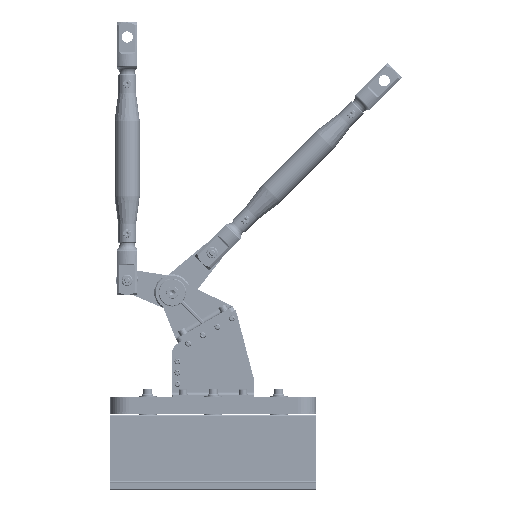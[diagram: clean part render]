
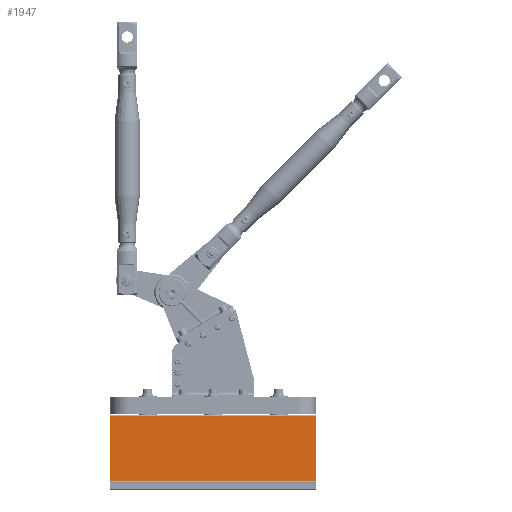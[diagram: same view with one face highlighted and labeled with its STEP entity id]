
A CAD part, left-side view. The second image highlights one B-rep face of the part: STEP entity #1947.
In plain terms, the highlighted face is planar.
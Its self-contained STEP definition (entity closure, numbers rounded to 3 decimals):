
#257=CARTESIAN_POINT('Vertex',(180.,-110.,-70.)) ;
#260=CARTESIAN_POINT('Line Origine',(180.,-110.,-35.5)) ;
#264=CARTESIAN_POINT('Vertex',(180.,-110.,-1.)) ;
#321=CARTESIAN_POINT('Line Origine',(180.,0.,-1.)) ;
#325=CARTESIAN_POINT('Vertex',(180.,110.,-1.)) ;
#387=CARTESIAN_POINT('Vertex',(180.,110.,-70.)) ;
#390=CARTESIAN_POINT('Line Origine',(180.,0.,-70.)) ;
#1931=CARTESIAN_POINT('Axis2P3D Location',(180.,0.,0.)) ;
#1936=CARTESIAN_POINT('Line Origine',(180.,110.,-35.5)) ;
#261=DIRECTION('Vector Direction',(0.,0.,-1.)) ;
#322=DIRECTION('Vector Direction',(0.,1.,0.)) ;
#391=DIRECTION('Vector Direction',(0.,1.,0.)) ;
#1932=DIRECTION('Axis2P3D Direction',(1.,0.,-0.)) ;
#1933=DIRECTION('Axis2P3D XDirection',(-0.,0.,-1.)) ;
#1937=DIRECTION('Vector Direction',(0.,0.,-1.)) ;
#1934=AXIS2_PLACEMENT_3D('Plane Axis2P3D',#1931,#1932,#1933) ;
#1942=ORIENTED_EDGE('',*,*,#1940,.F.) ;
#1943=ORIENTED_EDGE('',*,*,#327,.F.) ;
#1944=ORIENTED_EDGE('',*,*,#266,.T.) ;
#1945=ORIENTED_EDGE('',*,*,#394,.F.) ;
#262=VECTOR('Line Direction',#261,1.) ;
#323=VECTOR('Line Direction',#322,1.) ;
#392=VECTOR('Line Direction',#391,1.) ;
#1938=VECTOR('Line Direction',#1937,1.) ;
#1947=ADVANCED_FACE('PartBody',(#1946),#1935,.T.) ;
#266=EDGE_CURVE('',#265,#258,#263,.T.) ;
#327=EDGE_CURVE('',#265,#326,#324,.T.) ;
#394=EDGE_CURVE('',#388,#258,#393,.F.) ;
#1940=EDGE_CURVE('',#326,#388,#1939,.T.) ;
#1941=EDGE_LOOP('',(#1942,#1943,#1944,#1945)) ;
#1946=FACE_OUTER_BOUND('',#1941,.T.) ;
#263=LINE('Line',#260,#262) ;
#324=LINE('Line',#321,#323) ;
#393=LINE('Line',#390,#392) ;
#1939=LINE('Line',#1936,#1938) ;
#1935=PLANE('',#1934) ;
#258=VERTEX_POINT('',#257) ;
#265=VERTEX_POINT('',#264) ;
#326=VERTEX_POINT('',#325) ;
#388=VERTEX_POINT('',#387) ;
